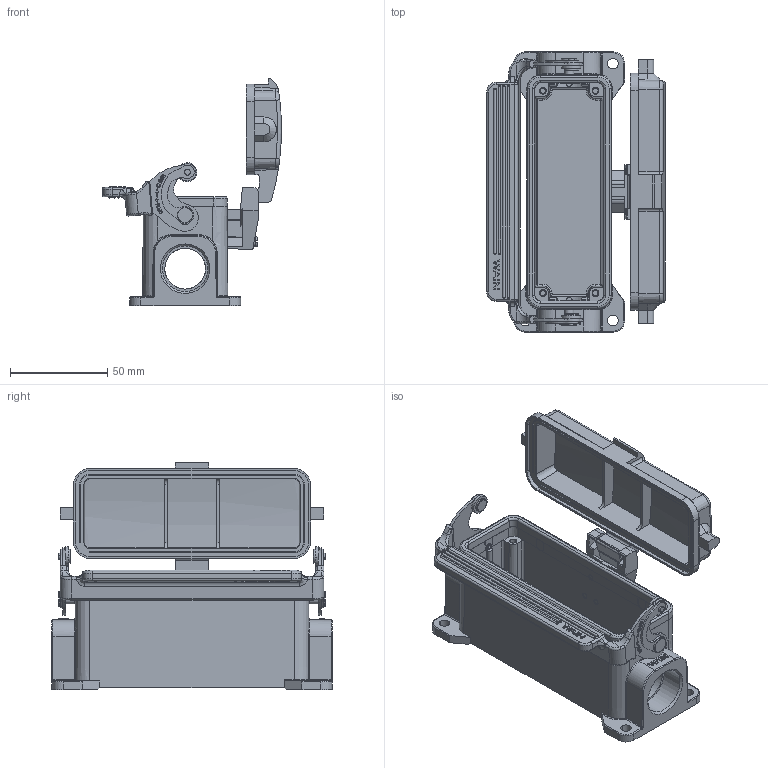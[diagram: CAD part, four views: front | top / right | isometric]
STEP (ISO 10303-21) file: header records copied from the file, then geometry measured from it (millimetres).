
FILE_DESCRIPTION(/* description */ (''),/* implementation_level */ '2;1');
FILE_NAME(/* name */ 'H24B-SF-1L SC-CV-2M25.stp',/* time_stamp */ '2023-09-01T15:50:58+08:00',/* author */ (''),/* organization */ (''),/* preprocessor_version */ 'ST-DEVELOPER v18.1',/* originating_system */ 'SIEMENS PLM Software NX 1980',/* authorisation */ '');
FILE_SCHEMA (('AUTOMOTIVE_DESIGN { 1 0 10303 214 3 1 1 1 }'));
Products named in the file (1): 13844E1C0F40apyd
Bounding box: 91.97 x 144 x 116.82 mm (x, y, z)
Volume: 155772.7 mm3; surface area: 108884.7 mm2
Topology: 19 solids, 28 shells, 1883 faces, 5126 edges, 3367 vertices
Faces by surface type: cylinder 837, plane 802, torus 94, cone 54, bspline 39, extrusion 35, sphere 22
Full cylindrical faces by diameter (mm): 1.9 x2, 3 x7, 4 x2, 4.9 x2, 8 x2, 21 x2, 23.4 x2
Entity records: 79923 total; most frequent: CARTESIAN_POINT 34100, ORIENTED_EDGE 10073, DIRECTION 8198, EDGE_CURVE 5061, VERTEX_POINT 3354, AXIS2_PLACEMENT_3D 2861, VECTOR 2476, LINE 2441
